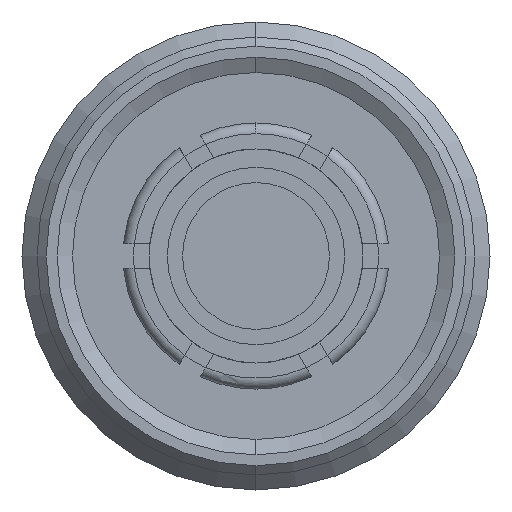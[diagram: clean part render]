
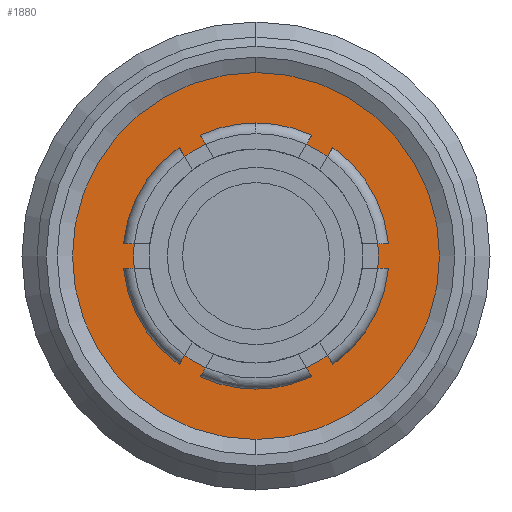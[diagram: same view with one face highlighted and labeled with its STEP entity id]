
A CAD part, left-side view. The second image highlights one B-rep face of the part: STEP entity #1880.
In plain terms, the highlighted planar face has unit normal (-1, 0, 0).
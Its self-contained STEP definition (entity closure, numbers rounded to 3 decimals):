
#174 = CIRCLE ( 'NONE', #2463, 6.5 ) ;
#400 = FACE_BOUND ( 'NONE', #2080, .T. ) ;
#478 = DIRECTION ( 'NONE',  ( -1., 0., 0. ) ) ;
#554 = EDGE_CURVE ( 'NONE', #1381, #1686, #3793, .T. ) ;
#669 = CARTESIAN_POINT ( 'NONE',  ( -4.396, 0., -6.5 ) ) ;
#740 = CARTESIAN_POINT ( 'NONE',  ( -4.396, 0., -4. ) ) ;
#813 = VERTEX_POINT ( 'NONE', #2508 ) ;
#896 = DIRECTION ( 'NONE',  ( -1., 0., 0. ) ) ;
#1054 = ORIENTED_EDGE ( 'NONE', *, *, #1730, .T. ) ;
#1127 = ORIENTED_EDGE ( 'NONE', *, *, #1180, .F. ) ;
#1178 = CARTESIAN_POINT ( 'NONE',  ( -4.396, 0., 0. ) ) ;
#1180 = EDGE_CURVE ( 'NONE', #1686, #1381, #3179, .T. ) ;
#1311 = EDGE_CURVE ( 'NONE', #813, #1963, #174, .T. ) ;
#1376 = CARTESIAN_POINT ( 'NONE',  ( -4.396, 0., 0. ) ) ;
#1381 = VERTEX_POINT ( 'NONE', #740 ) ;
#1613 = DIRECTION ( 'NONE',  ( -1., 0., 0. ) ) ;
#1686 = VERTEX_POINT ( 'NONE', #1836 ) ;
#1730 = EDGE_CURVE ( 'NONE', #1963, #813, #3598, .T. ) ;
#1777 = EDGE_LOOP ( 'NONE', ( #2352, #1054 ) ) ;
#1836 = CARTESIAN_POINT ( 'NONE',  ( -4.396, 0., 4. ) ) ;
#1880 = ADVANCED_FACE ( 'NONE', ( #400, #2191 ), #3414, .T. ) ;
#1895 = DIRECTION ( 'NONE',  ( 0., 0., 1. ) ) ;
#1963 = VERTEX_POINT ( 'NONE', #1990 ) ;
#1990 = CARTESIAN_POINT ( 'NONE',  ( -4.396, 0., -6.5 ) ) ;
#2080 = EDGE_LOOP ( 'NONE', ( #1127, #2670 ) ) ;
#2092 = DIRECTION ( 'NONE',  ( -1., 0., 0. ) ) ;
#2163 = CARTESIAN_POINT ( 'NONE',  ( -4.396, 0., 0. ) ) ;
#2191 = FACE_OUTER_BOUND ( 'NONE', #1777, .T. ) ;
#2217 = AXIS2_PLACEMENT_3D ( 'NONE', #1178, #2403, #3629 ) ;
#2352 = ORIENTED_EDGE ( 'NONE', *, *, #1311, .T. ) ;
#2403 = DIRECTION ( 'NONE',  ( -1., 0., 0. ) ) ;
#2463 = AXIS2_PLACEMENT_3D ( 'NONE', #2163, #896, #3345 ) ;
#2508 = CARTESIAN_POINT ( 'NONE',  ( -4.396, 0., 6.5 ) ) ;
#2670 = ORIENTED_EDGE ( 'NONE', *, *, #554, .F. ) ;
#2714 = DIRECTION ( 'NONE',  ( 0., 0., 1. ) ) ;
#2765 = AXIS2_PLACEMENT_3D ( 'NONE', #1376, #478, #3476 ) ;
#2770 = AXIS2_PLACEMENT_3D ( 'NONE', #669, #1613, #1895 ) ;
#2988 = CARTESIAN_POINT ( 'NONE',  ( -4.396, 0., 0. ) ) ;
#3179 = CIRCLE ( 'NONE', #2217, 4. ) ;
#3340 = AXIS2_PLACEMENT_3D ( 'NONE', #2988, #2092, #2714 ) ;
#3345 = DIRECTION ( 'NONE',  ( 0., 0., 1. ) ) ;
#3414 = PLANE ( 'NONE',  #2770 ) ;
#3476 = DIRECTION ( 'NONE',  ( 0., 0., 1. ) ) ;
#3598 = CIRCLE ( 'NONE', #3340, 6.5 ) ;
#3629 = DIRECTION ( 'NONE',  ( 0., 0., 1. ) ) ;
#3793 = CIRCLE ( 'NONE', #2765, 4. ) ;
